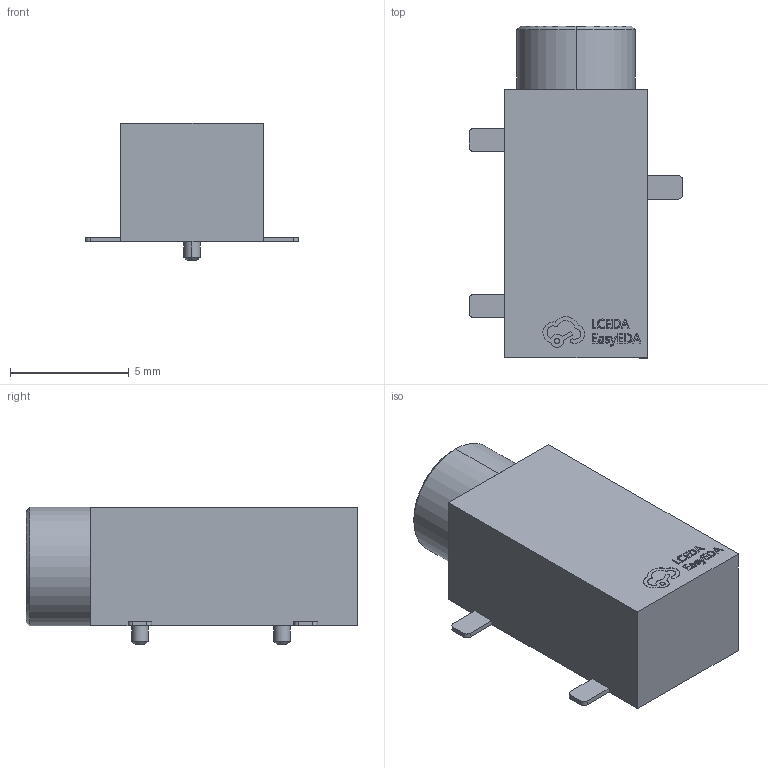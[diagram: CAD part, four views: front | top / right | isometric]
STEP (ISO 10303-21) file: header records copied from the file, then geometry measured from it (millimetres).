
FILE_DESCRIPTION (( 'STEP AP214' ), '1' );
FILE_NAME ('AUDIO-SMD_PJ-320B_C2884998.STEP', '2022-06-29T13:00:02', ( 'Sky123.Org' ), ( 'Sky123.Org' ), 'SwSTEP 2.0', 'SolidWorks 2017', '' );
FILE_SCHEMA (( 'AUTOMOTIVE_DESIGN' ));
Length unit declared in the file: millimetre
Products named in the file (1): AUDIO-SMD_PJ-320B_C2884998
Bounding box: 9 x 14 x 5.81 mm (x, y, z)
Volume: 281.2 mm3; surface area: 487 mm2
Topology: 1 solids, 1 shells, 275 faces, 741 edges, 490 vertices
Faces by surface type: plane 152, bspline 98, cylinder 17, cone 8
Entity records: 9738 total; most frequent: CARTESIAN_POINT 2817, ORIENTED_EDGE 1482, DIRECTION 939, EDGE_CURVE 741, LINE 499, VECTOR 499, VERTEX_POINT 490, EDGE_LOOP 297
